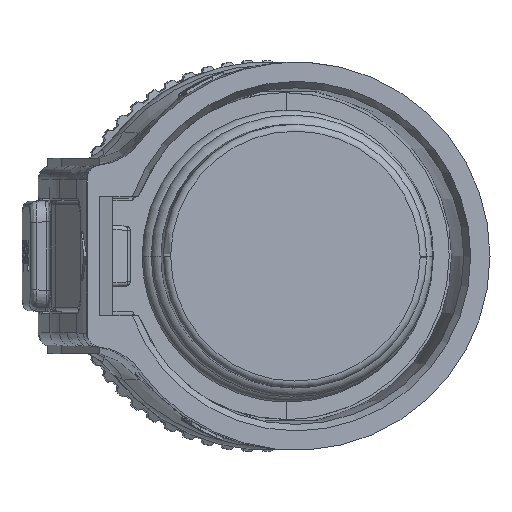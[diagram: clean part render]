
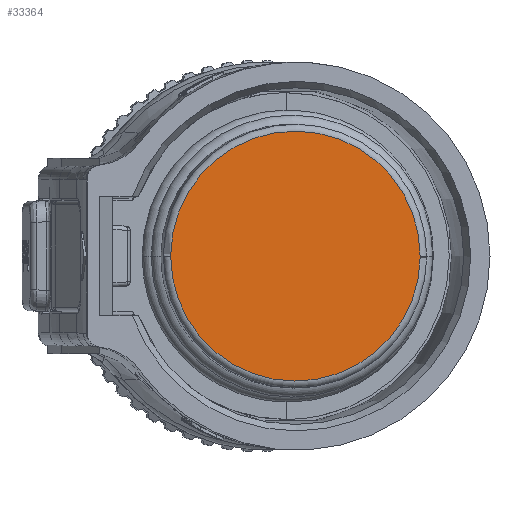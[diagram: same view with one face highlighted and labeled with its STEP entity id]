
A CAD part, left-side view. The second image highlights one B-rep face of the part: STEP entity #33364.
In plain terms, the highlighted planar face has unit normal (-0.998, -0.06, 0).
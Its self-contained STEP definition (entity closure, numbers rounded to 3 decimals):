
#14172=CARTESIAN_POINT('',(-61.346,10.309,
-10.992));
#14173=DIRECTION('',(0.998,0.06,0.));
#14174=DIRECTION('',(0.06,-0.998,0.));
#14175=AXIS2_PLACEMENT_3D('',#14172,#14173,#14174);
#14177=CARTESIAN_POINT('',(-61.346,10.309,
-10.992));
#14178=DIRECTION('',(0.998,0.06,0.));
#14179=DIRECTION('',(0.06,-0.998,-0.014));
#14180=AXIS2_PLACEMENT_3D('',#14177,#14178,#14179);
#14182=CARTESIAN_POINT('',(-61.346,10.309,
-10.992));
#14183=DIRECTION('',(0.998,0.06,0.));
#14184=DIRECTION('',(-0.06,0.998,0.014));
#14185=AXIS2_PLACEMENT_3D('',#14182,#14183,#14184);
#14187=CARTESIAN_POINT('',(-61.346,10.309,
-10.992));
#14188=DIRECTION('',(-0.998,-0.06,0.));
#14189=DIRECTION('',(-0.06,0.998,0.014));
#14190=AXIS2_PLACEMENT_3D('',#14187,#14188,#14189);
#15777=CARTESIAN_POINT('',(-60.809,1.375,
-10.992));
#15778=CARTESIAN_POINT('',(-60.809,1.376,
-11.115));
#15779=VERTEX_POINT('',#15777);
#15780=VERTEX_POINT('',#15778);
#15783=CARTESIAN_POINT('',(-61.883,19.243,
-10.992));
#15784=VERTEX_POINT('',#15783);
#15785=CARTESIAN_POINT('',(-61.883,19.242,
-10.87));
#15786=VERTEX_POINT('',#15785);
#33351=CARTESIAN_POINT('',(-61.346,10.309,
-10.992));
#33352=DIRECTION('',(0.998,0.06,0.));
#33353=DIRECTION('',(-0.06,0.998,0.));
#33354=AXIS2_PLACEMENT_3D('',#33351,#33352,#33353);
#33355=PLANE('',#33354);
#33356=ORIENTED_EDGE('',*,*,#33340,.T.);
#33357=ORIENTED_EDGE('',*,*,#33338,.T.);
#33359=ORIENTED_EDGE('',*,*,#33358,.F.);
#33361=ORIENTED_EDGE('',*,*,#33360,.T.);
#33362=EDGE_LOOP('',(#33356,#33357,#33359,#33361));
#33363=FACE_OUTER_BOUND('',#33362,.F.);
#33364=ADVANCED_FACE('',(#33363),#33355,.F.);
#14176=CIRCLE('',#14175,8.95);
#14181=CIRCLE('',#14180,8.95);
#14186=CIRCLE('',#14185,8.95);
#14191=CIRCLE('',#14190,8.95);
#33338=EDGE_CURVE('',#15780,#15784,#14181,.T.);
#33340=EDGE_CURVE('',#15779,#15780,#14176,.T.);
#33358=EDGE_CURVE('',#15786,#15784,#14191,.T.);
#33360=EDGE_CURVE('',#15786,#15779,#14186,.T.);
